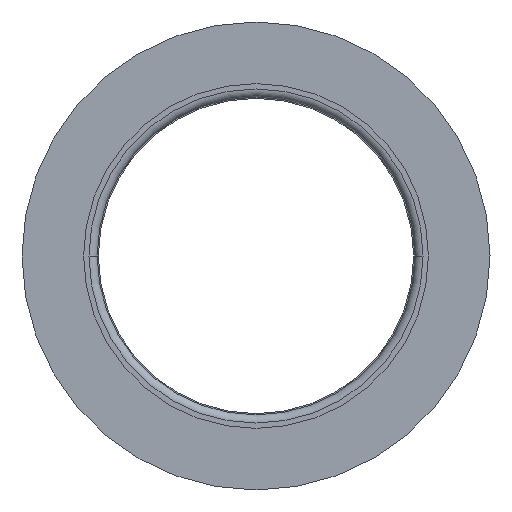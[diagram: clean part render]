
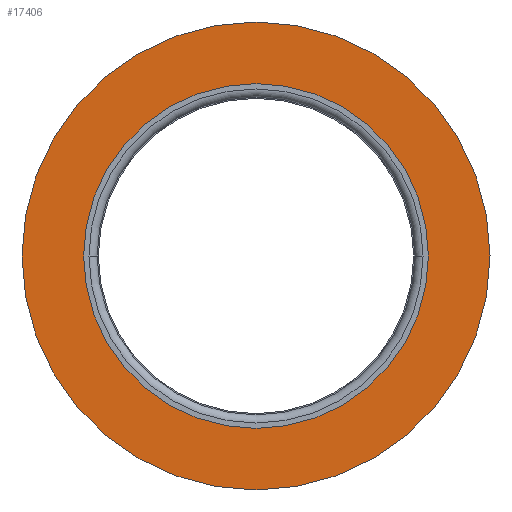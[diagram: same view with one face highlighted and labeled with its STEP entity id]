
A CAD part, left-side view. The second image highlights one B-rep face of the part: STEP entity #17406.
In plain terms, the highlighted planar face has unit normal (-1, 0, 0).
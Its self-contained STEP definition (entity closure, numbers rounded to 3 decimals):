
#341 = ORIENTED_EDGE ( 'NONE', *, *, #13959, .F. ) ;
#569 = ORIENTED_EDGE ( 'NONE', *, *, #13226, .T. ) ;
#575 = DIRECTION ( 'NONE',  ( 0., 0., 1. ) ) ;
#602 = EDGE_LOOP ( 'NONE', ( #341, #4566 ) ) ;
#1066 = CIRCLE ( 'NONE', #12933, 35. ) ;
#1722 = EDGE_LOOP ( 'NONE', ( #569, #15690 ) ) ;
#1824 = CARTESIAN_POINT ( 'NONE',  ( -32.51, 0., 35. ) ) ;
#3230 = AXIS2_PLACEMENT_3D ( 'NONE', #12206, #12183, #12169 ) ;
#4448 = VERTEX_POINT ( 'NONE', #17388 ) ;
#4566 = ORIENTED_EDGE ( 'NONE', *, *, #13797, .F. ) ;
#5329 = VERTEX_POINT ( 'NONE', #13205 ) ;
#5407 = AXIS2_PLACEMENT_3D ( 'NONE', #17449, #17422, #17395 ) ;
#9285 = DIRECTION ( 'NONE',  ( 0., 0., 1. ) ) ;
#9307 = DIRECTION ( 'NONE',  ( -1., 0., 0. ) ) ;
#9322 = CARTESIAN_POINT ( 'NONE',  ( -32.51, 0., 0. ) ) ;
#10498 = CIRCLE ( 'NONE', #17850, 47.5 ) ;
#10999 = DIRECTION ( 'NONE',  ( -1., 0., 0. ) ) ;
#11049 = CARTESIAN_POINT ( 'NONE',  ( -32.51, 0., 0. ) ) ;
#12063 = DIRECTION ( 'NONE',  ( 0., 0., 1. ) ) ;
#12079 = DIRECTION ( 'NONE',  ( -1., 0., 0. ) ) ;
#12101 = CARTESIAN_POINT ( 'NONE',  ( -32.51, 0., 0. ) ) ;
#12169 = DIRECTION ( 'NONE',  ( 0., 0., -1. ) ) ;
#12183 = DIRECTION ( 'NONE',  ( 1., 0., 0. ) ) ;
#12206 = CARTESIAN_POINT ( 'NONE',  ( -32.51, 35., 0. ) ) ;
#12259 = VERTEX_POINT ( 'NONE', #1824 ) ;
#12576 = PLANE ( 'NONE',  #3230 ) ;
#12933 = AXIS2_PLACEMENT_3D ( 'NONE', #11049, #10999, #575 ) ;
#13205 = CARTESIAN_POINT ( 'NONE',  ( -32.51, 0., -47.5 ) ) ;
#13226 = EDGE_CURVE ( 'NONE', #13572, #5329, #14254, .T. ) ;
#13572 = VERTEX_POINT ( 'NONE', #13903 ) ;
#13797 = EDGE_CURVE ( 'NONE', #4448, #12259, #18434, .T. ) ;
#13903 = CARTESIAN_POINT ( 'NONE',  ( -32.51, 0., 47.5 ) ) ;
#13959 = EDGE_CURVE ( 'NONE', #12259, #4448, #1066, .T. ) ;
#14147 = EDGE_CURVE ( 'NONE', #5329, #13572, #10498, .T. ) ;
#14254 = CIRCLE ( 'NONE', #5407, 47.5 ) ;
#15690 = ORIENTED_EDGE ( 'NONE', *, *, #14147, .T. ) ;
#17173 = FACE_BOUND ( 'NONE', #602, .T. ) ;
#17258 = FACE_OUTER_BOUND ( 'NONE', #1722, .T. ) ;
#17388 = CARTESIAN_POINT ( 'NONE',  ( -32.51, 0., -35. ) ) ;
#17395 = DIRECTION ( 'NONE',  ( 0., 0., 1. ) ) ;
#17406 = ADVANCED_FACE ( 'NONE', ( #17173, #17258 ), #12576, .F. ) ;
#17422 = DIRECTION ( 'NONE',  ( -1., 0., 0. ) ) ;
#17449 = CARTESIAN_POINT ( 'NONE',  ( -32.51, 0., 0. ) ) ;
#17850 = AXIS2_PLACEMENT_3D ( 'NONE', #9322, #9307, #9285 ) ;
#18434 = CIRCLE ( 'NONE', #18637, 35. ) ;
#18637 = AXIS2_PLACEMENT_3D ( 'NONE', #12101, #12079, #12063 ) ;
